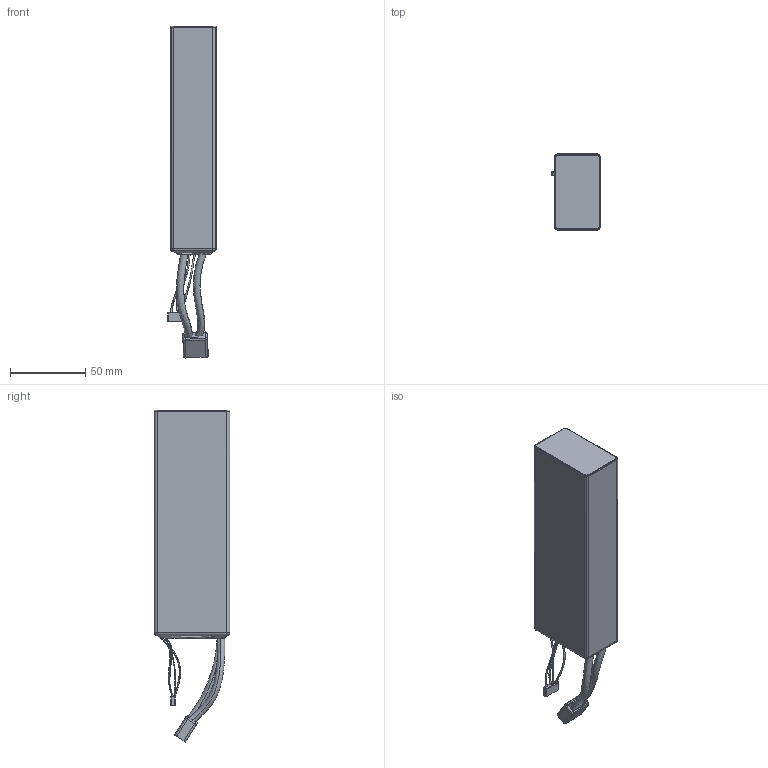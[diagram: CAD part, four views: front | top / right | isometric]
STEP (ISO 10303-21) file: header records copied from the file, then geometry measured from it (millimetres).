
FILE_DESCRIPTION (( 'STEP AP203' ), '1' );
FILE_NAME ('Battery.stp_Default_sldprt.STEP', '2024-01-25T07:27:41', ( '' ), ( '' ), 'SwSTEP 2.0', 'SolidWorks 2019', '' );
FILE_SCHEMA (( 'CONFIG_CONTROL_DESIGN' ));
Length unit declared in the file: metre
Products named in the file (1): Battery.stp_Default_sldprt
Bounding box: 32.37 x 50.5 x 221.29 mm (x, y, z)
Surface area: 81913.5 mm2 (no closed solid volume)
Topology: 0 solids, 6 shells, 235 faces, 543 edges, 315 vertices
Faces by surface type: cylinder 104, plane 43, bspline 40, sphere 40, torus 8
Entity records: 10666 total; most frequent: CARTESIAN_POINT 5695, ORIENTED_EDGE 1063, DIRECTION 933, EDGE_CURVE 534, AXIS2_PLACEMENT_3D 384, VERTEX_POINT 313, EDGE_LOOP 244, FACE_OUTER_BOUND 235
